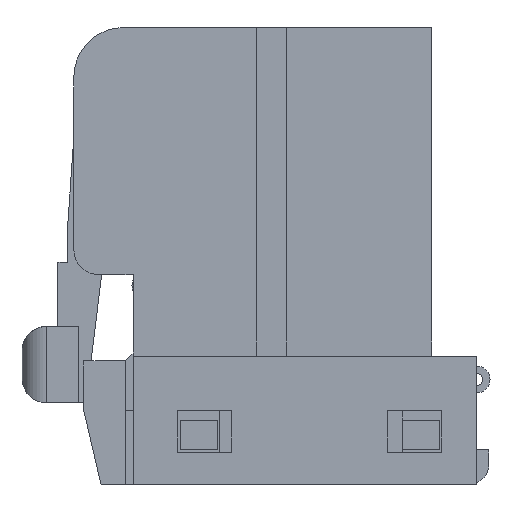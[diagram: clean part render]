
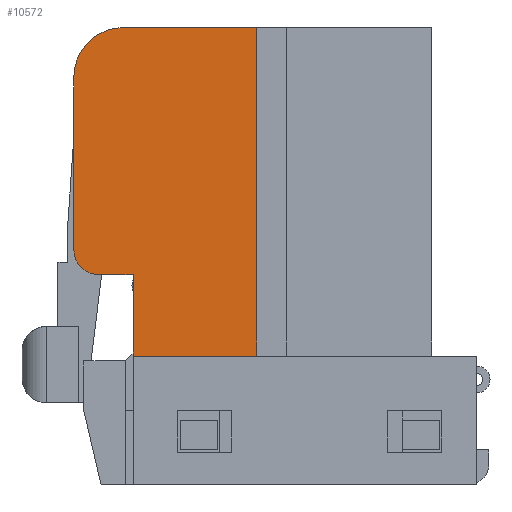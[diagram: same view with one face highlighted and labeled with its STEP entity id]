
A CAD part, left-side view. The second image highlights one B-rep face of the part: STEP entity #10572.
In plain terms, the highlighted planar face has unit normal (-1, 0, 0).
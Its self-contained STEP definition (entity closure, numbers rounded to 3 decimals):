
#756=DIRECTION('',(0.,-1.,0.));
#757=VECTOR('',#756,5.4);
#758=CARTESIAN_POINT('',(-8.25,5.25,0.));
#759=LINE('',#758,#757);
#2836=CARTESIAN_POINT('',(-8.25,6.25,-9.));
#2837=DIRECTION('',(-1.,0.,0.));
#2838=DIRECTION('',(0.,1.,0.));
#2839=AXIS2_PLACEMENT_3D('',#2836,#2837,#2838);
#2841=DIRECTION('',(0.,0.,-1.));
#2842=VECTOR('',#2841,7.);
#2843=CARTESIAN_POINT('',(-8.25,7.25,-2.));
#2844=LINE('',#2843,#2842);
#2845=CARTESIAN_POINT('',(-8.25,5.25,-2.));
#2846=DIRECTION('',(-1.,0.,0.));
#2847=DIRECTION('',(0.,0.,1.));
#2848=AXIS2_PLACEMENT_3D('',#2845,#2846,#2847);
#2850=DIRECTION('',(0.,1.,0.));
#2851=VECTOR('',#2850,5.);
#2852=CARTESIAN_POINT('',(-8.25,-0.15,-13.3));
#2853=LINE('',#2852,#2851);
#2854=DIRECTION('',(0.,0.,1.));
#2855=VECTOR('',#2854,3.3);
#2856=CARTESIAN_POINT('',(-8.25,4.85,-13.3));
#2857=LINE('',#2856,#2855);
#2858=DIRECTION('',(0.,-1.,0.));
#2859=VECTOR('',#2858,1.4);
#2860=CARTESIAN_POINT('',(-8.25,6.25,-10.));
#2861=LINE('',#2860,#2859);
#2878=DIRECTION('',(0.,0.,-1.));
#2879=VECTOR('',#2878,13.3);
#2880=CARTESIAN_POINT('',(-8.25,-0.15,0.));
#2881=LINE('',#2880,#2879);
#4912=CARTESIAN_POINT('',(-8.25,-0.15,0.));
#4914=VERTEX_POINT('',#4912);
#4923=CARTESIAN_POINT('',(-8.25,4.85,-10.));
#4925=VERTEX_POINT('',#4923);
#4990=CARTESIAN_POINT('',(-8.25,-0.15,-13.3));
#4991=CARTESIAN_POINT('',(-8.25,4.85,-13.3));
#4992=VERTEX_POINT('',#4990);
#4993=VERTEX_POINT('',#4991);
#6114=CARTESIAN_POINT('',(-8.25,7.25,-9.));
#6115=CARTESIAN_POINT('',(-8.25,6.25,-10.));
#6116=VERTEX_POINT('',#6114);
#6117=VERTEX_POINT('',#6115);
#6130=CARTESIAN_POINT('',(-8.25,5.25,0.));
#6131=CARTESIAN_POINT('',(-8.25,7.25,-2.));
#6132=VERTEX_POINT('',#6130);
#6133=VERTEX_POINT('',#6131);
#10553=CARTESIAN_POINT('',(-8.25,7.25,0.));
#10554=DIRECTION('',(-1.,0.,0.));
#10555=DIRECTION('',(0.,-1.,0.));
#10556=AXIS2_PLACEMENT_3D('',#10553,#10554,#10555);
#10557=PLANE('',#10556);
#10558=ORIENTED_EDGE('',*,*,#10544,.F.);
#10560=ORIENTED_EDGE('',*,*,#10559,.F.);
#10562=ORIENTED_EDGE('',*,*,#10561,.F.);
#10563=ORIENTED_EDGE('',*,*,#6449,.T.);
#10565=ORIENTED_EDGE('',*,*,#10564,.T.);
#10567=ORIENTED_EDGE('',*,*,#10566,.T.);
#10568=ORIENTED_EDGE('',*,*,#9942,.T.);
#10569=ORIENTED_EDGE('',*,*,#9903,.F.);
#10570=EDGE_LOOP('',(#10558,#10560,#10562,#10563,#10565,#10567,#10568,#10569));
#10571=FACE_OUTER_BOUND('',#10570,.F.);
#10572=ADVANCED_FACE('',(#10571),#10557,.T.);
#2840=CIRCLE('',#2839,1.);
#2849=CIRCLE('',#2848,2.);
#6449=EDGE_CURVE('',#6132,#4914,#759,.T.);
#9903=EDGE_CURVE('',#6117,#4925,#2861,.T.);
#9942=EDGE_CURVE('',#4993,#4925,#2857,.T.);
#10544=EDGE_CURVE('',#6116,#6117,#2840,.T.);
#10559=EDGE_CURVE('',#6133,#6116,#2844,.T.);
#10561=EDGE_CURVE('',#6132,#6133,#2849,.T.);
#10564=EDGE_CURVE('',#4914,#4992,#2881,.T.);
#10566=EDGE_CURVE('',#4992,#4993,#2853,.T.);
